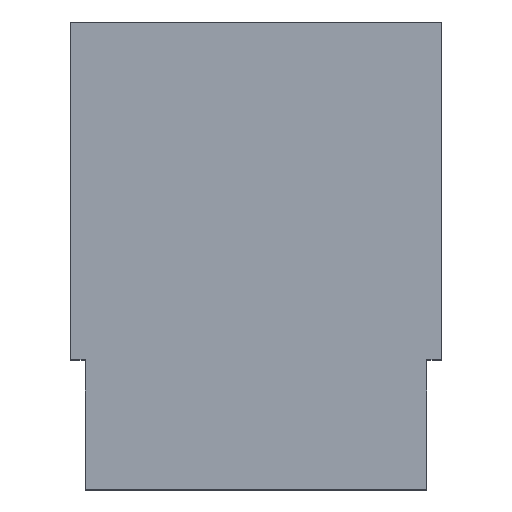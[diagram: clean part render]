
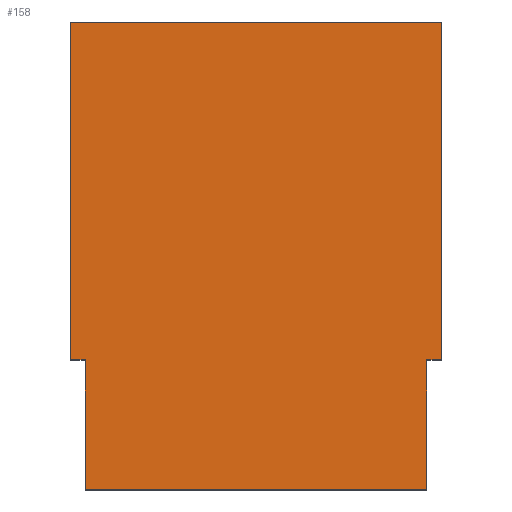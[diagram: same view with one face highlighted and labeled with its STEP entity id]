
A CAD part, top view. The second image highlights one B-rep face of the part: STEP entity #158.
In plain terms, the highlighted planar face has unit normal (0, 0, 1).
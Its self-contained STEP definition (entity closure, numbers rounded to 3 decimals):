
#158=ADVANCED_FACE('',(#392),#393,.F.);
#392=FACE_OUTER_BOUND('',#911,.T.);
#393=PLANE('',#912);
#911=EDGE_LOOP('',(#1370,#1371,#1372,#1373,#1374,#1375,#1376,#1377));
#912=AXIS2_PLACEMENT_3D('',#1378,#1379,#1380);
#1370=ORIENTED_EDGE('',*,*,#3091,.F.);
#1371=ORIENTED_EDGE('',*,*,#3092,.F.);
#1372=ORIENTED_EDGE('',*,*,#3093,.F.);
#1373=ORIENTED_EDGE('',*,*,#3094,.F.);
#1374=ORIENTED_EDGE('',*,*,#3095,.F.);
#1375=ORIENTED_EDGE('',*,*,#3096,.F.);
#1376=ORIENTED_EDGE('',*,*,#3097,.F.);
#1377=ORIENTED_EDGE('',*,*,#3098,.F.);
#1378=CARTESIAN_POINT('',(0.0,0.0,1.15));
#1379=DIRECTION('',(0.0,0.0,-1.0));
#1380=DIRECTION('',(-1.0,0.0,0.0));
#3091=EDGE_CURVE('',#3756,#3757,#3758,.T.);
#3092=EDGE_CURVE('',#3759,#3756,#3760,.T.);
#3093=EDGE_CURVE('',#3761,#3759,#3762,.T.);
#3094=EDGE_CURVE('',#3763,#3761,#3764,.T.);
#3095=EDGE_CURVE('',#3765,#3763,#3766,.T.);
#3096=EDGE_CURVE('',#3767,#3765,#3768,.T.);
#3097=EDGE_CURVE('',#3769,#3767,#3770,.T.);
#3098=EDGE_CURVE('',#3757,#3769,#3771,.T.);
#3756=VERTEX_POINT('',#4680);
#3757=VERTEX_POINT('',#4681);
#3758=LINE('',#4682,#4683);
#3759=VERTEX_POINT('',#4684);
#3760=LINE('',#4685,#4686);
#3761=VERTEX_POINT('',#4687);
#3762=LINE('',#4688,#4689);
#3763=VERTEX_POINT('',#4690);
#3764=LINE('',#4691,#4692);
#3765=VERTEX_POINT('',#4693);
#3766=LINE('',#4694,#4695);
#3767=VERTEX_POINT('',#4696);
#3768=LINE('',#4697,#4698);
#3769=VERTEX_POINT('',#4699);
#3770=LINE('',#4700,#4701);
#3771=LINE('',#4702,#4703);
#4680=CARTESIAN_POINT('',(2.3,0.0,1.15));
#4681=CARTESIAN_POINT('',(-2.3,0.0,1.15));
#4682=CARTESIAN_POINT('',(2.3,0.0,1.15));
#4683=VECTOR('',#6000,4.6);
#4684=CARTESIAN_POINT('',(2.3,1.75,1.15));
#4685=CARTESIAN_POINT('',(2.3,1.75,1.15));
#4686=VECTOR('',#6001,1.75);
#4687=CARTESIAN_POINT('',(2.5,1.75,1.15));
#4688=CARTESIAN_POINT('',(2.5,1.75,1.15));
#4689=VECTOR('',#6002,0.2);
#4690=CARTESIAN_POINT('',(2.5,6.3,1.15));
#4691=CARTESIAN_POINT('',(2.5,6.3,1.15));
#4692=VECTOR('',#6003,4.55);
#4693=CARTESIAN_POINT('',(-2.5,6.3,1.15));
#4694=CARTESIAN_POINT('',(-2.5,6.3,1.15));
#4695=VECTOR('',#6004,5.0);
#4696=CARTESIAN_POINT('',(-2.5,1.75,1.15));
#4697=CARTESIAN_POINT('',(-2.5,1.75,1.15));
#4698=VECTOR('',#6005,4.55);
#4699=CARTESIAN_POINT('',(-2.3,1.75,1.15));
#4700=CARTESIAN_POINT('',(-2.3,1.75,1.15));
#4701=VECTOR('',#6006,0.2);
#4702=CARTESIAN_POINT('',(-2.3,0.0,1.15));
#4703=VECTOR('',#6007,1.75);
#6000=DIRECTION('',(-1.0,0.0,0.0));
#6001=DIRECTION('',(0.0,-1.0,0.0));
#6002=DIRECTION('',(-1.0,0.0,0.0));
#6003=DIRECTION('',(0.0,-1.0,0.0));
#6004=DIRECTION('',(1.0,0.0,0.0));
#6005=DIRECTION('',(0.0,1.0,0.0));
#6006=DIRECTION('',(-1.0,0.0,0.0));
#6007=DIRECTION('',(0.0,1.0,0.0));
